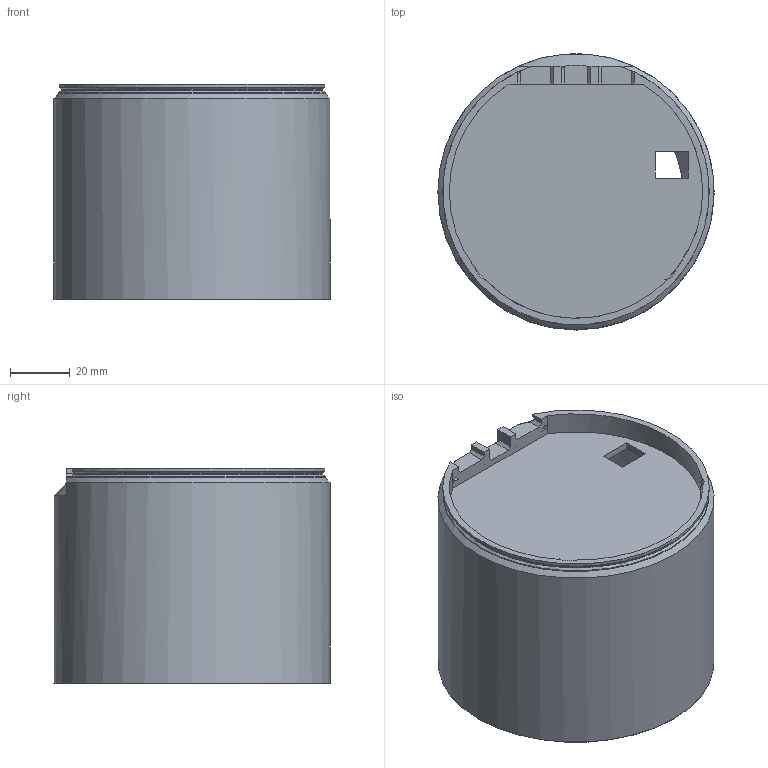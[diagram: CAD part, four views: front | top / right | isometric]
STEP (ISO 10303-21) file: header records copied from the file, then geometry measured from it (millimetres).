
FILE_DESCRIPTION(/* description */ (''),/* implementation_level */ '2;1');
FILE_NAME(/* name */ 'Speaker Shamber Threaded.step',/* time_stamp */ '2025-05-12T14:22:33+01:00',/* author */ (''),/* organization */ (''),/* preprocessor_version */ 'ST-DEVELOPER v20.1',/* originating_system */ 'Autodesk Translation Framework v14.4.0.0',/* authorisation */ '');
FILE_SCHEMA (('AUTOMOTIVE_DESIGN { 1 0 10303 214 3 1 1 }'));
Length unit declared in the file: millimetre
Products named in the file (1): DevKit Speaker
Bounding box: 92.4 x 92.4 x 72.1 mm (x, y, z)
Volume: 82350 mm3; surface area: 57064.7 mm2
Topology: 1 solids, 1 shells, 83 faces, 226 edges, 151 vertices
Faces by surface type: plane 49, cylinder 19, cone 13, bspline 2
Full cylindrical faces by diameter (mm): 71.5 x1, 78.905 x1, 85.621 x1, 87.6 x1, 92.4 x1
Entity records: 3646 total; most frequent: CARTESIAN_POINT 1591, ORIENTED_EDGE 452, DIRECTION 395, EDGE_CURVE 226, VERTEX_POINT 151, AXIS2_PLACEMENT_3D 134, LINE 127, VECTOR 127
